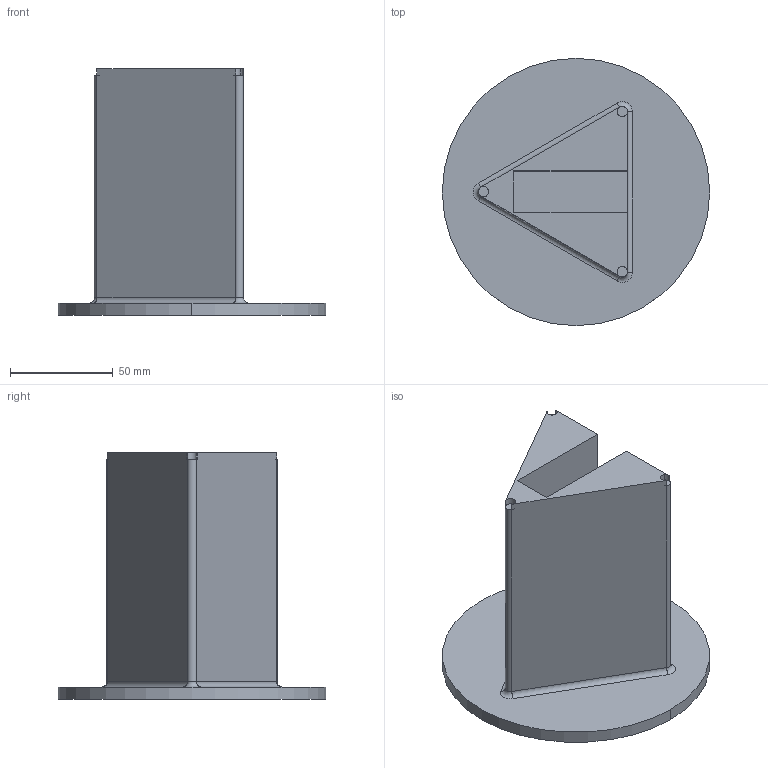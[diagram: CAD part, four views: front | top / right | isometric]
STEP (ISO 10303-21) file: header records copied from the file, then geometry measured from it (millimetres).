
FILE_DESCRIPTION(('CATIA V5 STEP Exchange'),'2;1');
FILE_NAME('lower2.stp','2022-05-04T06:40:06+00:00',('none'),('none'),'CATIA Version 5 Release 21 GA (IN-10)','CATIA V5 STEP AP203','none');
FILE_SCHEMA(('CONFIG_CONTROL_DESIGN'));
Length unit declared in the file: millimetre
Products named in the file (1): lower2
Bounding box: 130 x 130 x 120 mm (x, y, z)
Volume: 417124.4 mm3; surface area: 60356.3 mm2
Topology: 1 solids, 1 shells, 30 faces, 69 edges, 42 vertices
Faces by surface type: cylinder 14, plane 13, torus 3
Entity records: 829 total; most frequent: ORIENTED_EDGE 138, CARTESIAN_POINT 136, DIRECTION 117, EDGE_CURVE 69, AXIS2_PLACEMENT_3D 56, VERTEX_POINT 42, VECTOR 38, LINE 38
